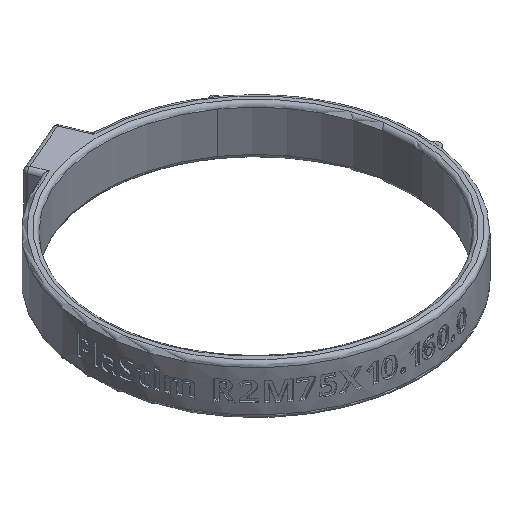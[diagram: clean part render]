
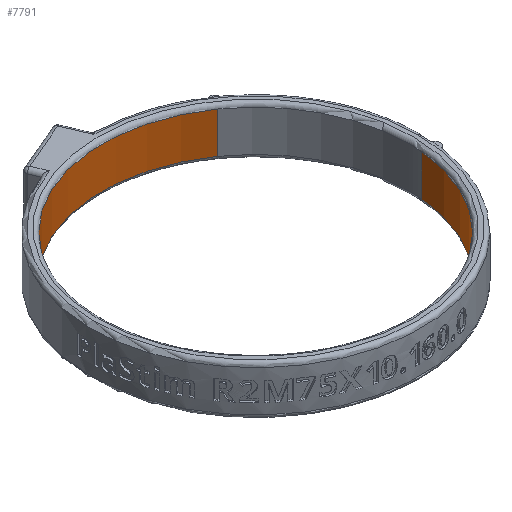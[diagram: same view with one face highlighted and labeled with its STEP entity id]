
A CAD part, isometric view. The second image highlights one B-rep face of the part: STEP entity #7791.
In plain terms, the highlighted cylindrical face has radius 37.5 mm (diameter 75 mm), a partial arc.
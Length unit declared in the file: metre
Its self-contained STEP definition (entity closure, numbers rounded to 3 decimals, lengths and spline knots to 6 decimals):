
#1029=CIRCLE('',#8328,0.0375);
#1032=CIRCLE('',#8332,0.0375);
#3337=ORIENTED_EDGE('',*,*,#4526,.T.);
#3338=ORIENTED_EDGE('',*,*,#4535,.T.);
#3339=ORIENTED_EDGE('',*,*,#4533,.F.);
#3340=ORIENTED_EDGE('',*,*,#4536,.F.);
#4526=EDGE_CURVE('',#5302,#5304,#1029,.T.);
#4533=EDGE_CURVE('',#5311,#5312,#1032,.T.);
#4535=EDGE_CURVE('',#5304,#5312,#5802,.T.);
#4536=EDGE_CURVE('',#5302,#5311,#5803,.T.);
#5302=VERTEX_POINT('',#14847);
#5304=VERTEX_POINT('',#14851);
#5311=VERTEX_POINT('',#14866);
#5312=VERTEX_POINT('',#14868);
#5802=LINE('',#14871,#6295);
#5803=LINE('',#14872,#6296);
#6295=VECTOR('',#9848,1.);
#6296=VECTOR('',#9849,1.);
#6771=EDGE_LOOP('',(#3337,#3338,#3339,#3340));
#7255=FACE_BOUND('',#6771,.T.);
#7359=CYLINDRICAL_SURFACE('',#8333,0.0375);
#7791=ADVANCED_FACE('',(#7255),#7359,.F.);
#8328=AXIS2_PLACEMENT_3D('',#14852,#9831,#9832);
#8332=AXIS2_PLACEMENT_3D('',#14867,#9843,#9844);
#8333=AXIS2_PLACEMENT_3D('',#14870,#9846,#9847);
#9831=DIRECTION('',(0.,0.,1.));
#9832=DIRECTION('',(1.,0.,0.));
#9843=DIRECTION('',(0.,0.,1.));
#9844=DIRECTION('',(1.,0.,0.));
#9846=DIRECTION('',(0.,0.,-1.));
#9847=DIRECTION('',(-1.,0.,0.));
#9848=DIRECTION('',(0.,0.,-1.));
#9849=DIRECTION('',(0.,0.,-1.));
#14847=CARTESIAN_POINT('',(0.021509,0.030718,0.005));
#14851=CARTESIAN_POINT('',(0.037357,-0.003268,0.005));
#14852=CARTESIAN_POINT('',(0.,0.,0.005));
#14866=CARTESIAN_POINT('',(0.021509,0.030718,-0.005));
#14867=CARTESIAN_POINT('',(0.,0.,-0.005));
#14868=CARTESIAN_POINT('',(0.037357,-0.003268,-0.005));
#14870=CARTESIAN_POINT('',(0.,0.,0.005));
#14871=CARTESIAN_POINT('',(0.037357,-0.003268,0.005));
#14872=CARTESIAN_POINT('',(0.021509,0.030718,0.005));
